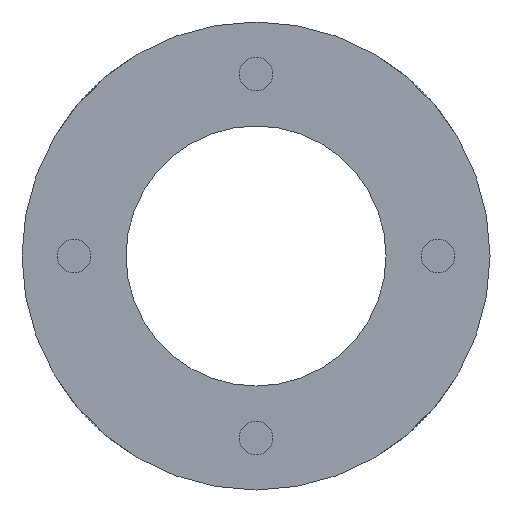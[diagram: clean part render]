
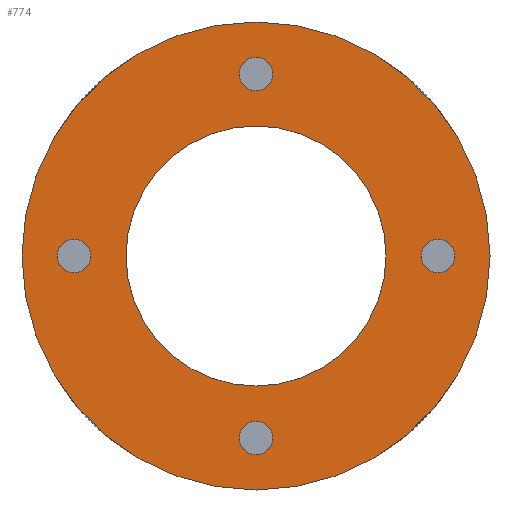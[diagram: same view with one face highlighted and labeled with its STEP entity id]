
A CAD part, left-side view. The second image highlights one B-rep face of the part: STEP entity #774.
In plain terms, the highlighted planar face has unit normal (-1, 0, 0).
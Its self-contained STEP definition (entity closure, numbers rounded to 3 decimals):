
#130 = EDGE_LOOP ( 'NONE', ( #1146, #1147 ) ) ;
#131 = EDGE_LOOP ( 'NONE', ( #1138, #1139 ) ) ;
#132 = EDGE_LOOP ( 'NONE', ( #1140, #1141 ) ) ;
#137 = EDGE_LOOP ( 'NONE', ( #1142, #1143 ) ) ;
#138 = EDGE_LOOP ( 'NONE', ( #1148, #1149 ) ) ;
#278 = EDGE_LOOP ( 'NONE', ( #1144, #1145 ) ) ;
#335 = EDGE_CURVE ( 'NONE', #447, #454, #1523, .T. ) ;
#351 = EDGE_CURVE ( 'NONE', #463, #459, #1542, .T. ) ;
#357 = EDGE_CURVE ( 'NONE', #468, #469, #1552, .T. ) ;
#361 = EDGE_CURVE ( 'NONE', #472, #473, #1558, .T. ) ;
#365 = EDGE_CURVE ( 'NONE', #476, #477, #1564, .T. ) ;
#369 = EDGE_CURVE ( 'NONE', #480, #481, #1570, .T. ) ;
#447 = VERTEX_POINT ( 'NONE', #2362 ) ;
#454 = VERTEX_POINT ( 'NONE', #2383 ) ;
#459 = VERTEX_POINT ( 'NONE', #2388 ) ;
#463 = VERTEX_POINT ( 'NONE', #2392 ) ;
#468 = VERTEX_POINT ( 'NONE', #2397 ) ;
#469 = VERTEX_POINT ( 'NONE', #2398 ) ;
#472 = VERTEX_POINT ( 'NONE', #2401 ) ;
#473 = VERTEX_POINT ( 'NONE', #2402 ) ;
#476 = VERTEX_POINT ( 'NONE', #2405 ) ;
#477 = VERTEX_POINT ( 'NONE', #2406 ) ;
#480 = VERTEX_POINT ( 'NONE', #2409 ) ;
#481 = VERTEX_POINT ( 'NONE', #2410 ) ;
#774 = ADVANCED_FACE ( 'NONE', ( #3054, #3062, #3058, #3056, #3060, #3063 ), #2692, .T. ) ;
#900 = EDGE_CURVE ( 'NONE', #481, #480, #3219, .T. ) ;
#901 = EDGE_CURVE ( 'NONE', #477, #476, #3220, .T. ) ;
#902 = EDGE_CURVE ( 'NONE', #473, #472, #3221, .T. ) ;
#903 = EDGE_CURVE ( 'NONE', #469, #468, #3222, .T. ) ;
#904 = EDGE_CURVE ( 'NONE', #459, #463, #3223, .T. ) ;
#908 = EDGE_CURVE ( 'NONE', #454, #447, #3225, .T. ) ;
#1138 = ORIENTED_EDGE ( 'NONE', *, *, #904, .T. ) ;
#1139 = ORIENTED_EDGE ( 'NONE', *, *, #351, .T. ) ;
#1140 = ORIENTED_EDGE ( 'NONE', *, *, #357, .T. ) ;
#1141 = ORIENTED_EDGE ( 'NONE', *, *, #903, .T. ) ;
#1142 = ORIENTED_EDGE ( 'NONE', *, *, #361, .T. ) ;
#1143 = ORIENTED_EDGE ( 'NONE', *, *, #902, .T. ) ;
#1144 = ORIENTED_EDGE ( 'NONE', *, *, #365, .T. ) ;
#1145 = ORIENTED_EDGE ( 'NONE', *, *, #901, .T. ) ;
#1146 = ORIENTED_EDGE ( 'NONE', *, *, #369, .T. ) ;
#1147 = ORIENTED_EDGE ( 'NONE', *, *, #900, .T. ) ;
#1148 = ORIENTED_EDGE ( 'NONE', *, *, #335, .F. ) ;
#1149 = ORIENTED_EDGE ( 'NONE', *, *, #908, .F. ) ;
#1265 = AXIS2_PLACEMENT_3D ( 'NONE', #2059, #2060, #2061 ) ;
#1269 = AXIS2_PLACEMENT_3D ( 'NONE', #2222, #2223, #2224 ) ;
#1272 = AXIS2_PLACEMENT_3D ( 'NONE', #2237, #2238, #2239 ) ;
#1274 = AXIS2_PLACEMENT_3D ( 'NONE', #2247, #2248, #2249 ) ;
#1276 = AXIS2_PLACEMENT_3D ( 'NONE', #2257, #2258, #2259 ) ;
#1278 = AXIS2_PLACEMENT_3D ( 'NONE', #2269, #2270, #2271 ) ;
#1351 = AXIS2_PLACEMENT_3D ( 'NONE', #2693, #2690, #2694 ) ;
#1437 = AXIS2_PLACEMENT_3D ( 'NONE', #3286, #3287, #3288 ) ;
#1438 = AXIS2_PLACEMENT_3D ( 'NONE', #3289, #3290, #3291 ) ;
#1439 = AXIS2_PLACEMENT_3D ( 'NONE', #3292, #3293, #3294 ) ;
#1440 = AXIS2_PLACEMENT_3D ( 'NONE', #3295, #3296, #3297 ) ;
#1441 = AXIS2_PLACEMENT_3D ( 'NONE', #3299, #3300, #3301 ) ;
#1443 = AXIS2_PLACEMENT_3D ( 'NONE', #3374, #3375, #3376 ) ;
#1523 = CIRCLE ( 'NONE', #1265, 22.5 ) ;
#1542 = CIRCLE ( 'NONE', #1269, 12.5 ) ;
#1552 = CIRCLE ( 'NONE', #1272, 1.621 ) ;
#1558 = CIRCLE ( 'NONE', #1274, 1.621 ) ;
#1564 = CIRCLE ( 'NONE', #1276, 1.621 ) ;
#1570 = CIRCLE ( 'NONE', #1278, 1.621 ) ;
#2059 = CARTESIAN_POINT ( 'NONE',  ( 0., 0., 0. ) ) ;
#2060 = DIRECTION ( 'NONE',  ( 1., 0., 0. ) ) ;
#2061 = DIRECTION ( 'NONE',  ( 0., 0., -1. ) ) ;
#2222 = CARTESIAN_POINT ( 'NONE',  ( 0., 0., 0. ) ) ;
#2223 = DIRECTION ( 'NONE',  ( 1., 0., 0. ) ) ;
#2224 = DIRECTION ( 'NONE',  ( 0., 0., -1. ) ) ;
#2237 = CARTESIAN_POINT ( 'NONE',  ( 0., 0., 17.5 ) ) ;
#2238 = DIRECTION ( 'NONE',  ( 1., 0., 0. ) ) ;
#2239 = DIRECTION ( 'NONE',  ( 0., 0., 1. ) ) ;
#2247 = CARTESIAN_POINT ( 'NONE',  ( 0., -17.5, 0. ) ) ;
#2248 = DIRECTION ( 'NONE',  ( 1., 0., 0. ) ) ;
#2249 = DIRECTION ( 'NONE',  ( 0., 0., 1. ) ) ;
#2257 = CARTESIAN_POINT ( 'NONE',  ( 0., 0., -17.5 ) ) ;
#2258 = DIRECTION ( 'NONE',  ( 1., 0., 0. ) ) ;
#2259 = DIRECTION ( 'NONE',  ( 0., 0., 1. ) ) ;
#2269 = CARTESIAN_POINT ( 'NONE',  ( 0., 17.5, 0. ) ) ;
#2270 = DIRECTION ( 'NONE',  ( 1., 0., 0. ) ) ;
#2271 = DIRECTION ( 'NONE',  ( 0., 0., 1. ) ) ;
#2362 = CARTESIAN_POINT ( 'NONE',  ( 0., 0., -22.5 ) ) ;
#2383 = CARTESIAN_POINT ( 'NONE',  ( 0., 0., 22.5 ) ) ;
#2388 = CARTESIAN_POINT ( 'NONE',  ( 0., 0., -12.5 ) ) ;
#2392 = CARTESIAN_POINT ( 'NONE',  ( 0., 0., 12.5 ) ) ;
#2397 = CARTESIAN_POINT ( 'NONE',  ( 0., 0., 19.121 ) ) ;
#2398 = CARTESIAN_POINT ( 'NONE',  ( 0., 0., 15.879 ) ) ;
#2401 = CARTESIAN_POINT ( 'NONE',  ( 0., -17.5, 1.621 ) ) ;
#2402 = CARTESIAN_POINT ( 'NONE',  ( 0., -17.5, -1.621 ) ) ;
#2405 = CARTESIAN_POINT ( 'NONE',  ( 0., 0., -15.879 ) ) ;
#2406 = CARTESIAN_POINT ( 'NONE',  ( 0., 0., -19.121 ) ) ;
#2409 = CARTESIAN_POINT ( 'NONE',  ( 0., 17.5, 1.621 ) ) ;
#2410 = CARTESIAN_POINT ( 'NONE',  ( 0., 17.5, -1.621 ) ) ;
#2690 = DIRECTION ( 'NONE',  ( -1., 0., 0. ) ) ;
#2692 = PLANE ( 'NONE',  #1351 ) ;
#2693 = CARTESIAN_POINT ( 'NONE',  ( 0., 17.5, 0. ) ) ;
#2694 = DIRECTION ( 'NONE',  ( 0., 0., 1. ) ) ;
#3054 = FACE_BOUND ( 'NONE', #131, .T. ) ;
#3056 = FACE_BOUND ( 'NONE', #278, .T. ) ;
#3058 = FACE_BOUND ( 'NONE', #137, .T. ) ;
#3060 = FACE_BOUND ( 'NONE', #130, .T. ) ;
#3062 = FACE_BOUND ( 'NONE', #132, .T. ) ;
#3063 = FACE_OUTER_BOUND ( 'NONE', #138, .T. ) ;
#3219 = CIRCLE ( 'NONE', #1437, 1.621 ) ;
#3220 = CIRCLE ( 'NONE', #1438, 1.621 ) ;
#3221 = CIRCLE ( 'NONE', #1439, 1.621 ) ;
#3222 = CIRCLE ( 'NONE', #1440, 1.621 ) ;
#3223 = CIRCLE ( 'NONE', #1441, 12.5 ) ;
#3225 = CIRCLE ( 'NONE', #1443, 22.5 ) ;
#3286 = CARTESIAN_POINT ( 'NONE',  ( 0., 17.5, 0. ) ) ;
#3287 = DIRECTION ( 'NONE',  ( 1., 0., 0. ) ) ;
#3288 = DIRECTION ( 'NONE',  ( 0., 0., 1. ) ) ;
#3289 = CARTESIAN_POINT ( 'NONE',  ( 0., 0., -17.5 ) ) ;
#3290 = DIRECTION ( 'NONE',  ( 1., 0., 0. ) ) ;
#3291 = DIRECTION ( 'NONE',  ( 0., 0., 1. ) ) ;
#3292 = CARTESIAN_POINT ( 'NONE',  ( 0., -17.5, 0. ) ) ;
#3293 = DIRECTION ( 'NONE',  ( 1., 0., 0. ) ) ;
#3294 = DIRECTION ( 'NONE',  ( 0., 0., 1. ) ) ;
#3295 = CARTESIAN_POINT ( 'NONE',  ( 0., 0., 17.5 ) ) ;
#3296 = DIRECTION ( 'NONE',  ( 1., 0., 0. ) ) ;
#3297 = DIRECTION ( 'NONE',  ( 0., 0., 1. ) ) ;
#3299 = CARTESIAN_POINT ( 'NONE',  ( 0., 0., 0. ) ) ;
#3300 = DIRECTION ( 'NONE',  ( 1., 0., 0. ) ) ;
#3301 = DIRECTION ( 'NONE',  ( 0., 0., -1. ) ) ;
#3374 = CARTESIAN_POINT ( 'NONE',  ( 0., 0., 0. ) ) ;
#3375 = DIRECTION ( 'NONE',  ( 1., 0., 0. ) ) ;
#3376 = DIRECTION ( 'NONE',  ( 0., 0., -1. ) ) ;
